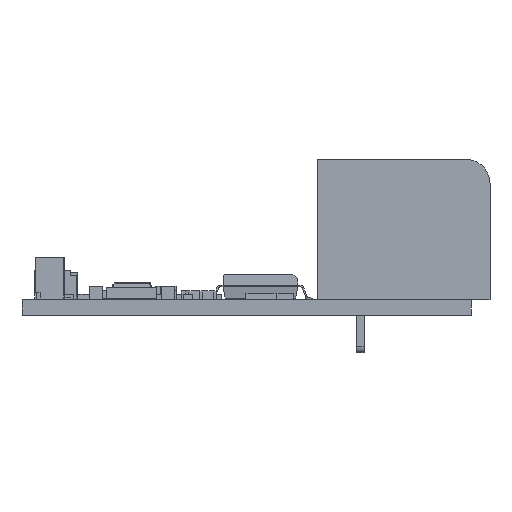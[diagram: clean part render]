
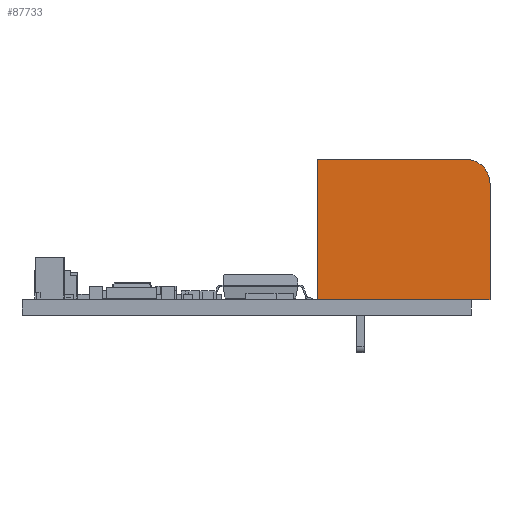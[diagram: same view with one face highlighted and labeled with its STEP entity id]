
A CAD part, left-side view. The second image highlights one B-rep face of the part: STEP entity #87733.
In plain terms, the highlighted planar face has unit normal (-1, 0, 0).
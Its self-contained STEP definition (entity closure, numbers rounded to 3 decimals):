
#793 = DIRECTION ( 'NONE',  ( 0., 0., 1. ) ) ;
#917 = EDGE_CURVE ( 'NONE', #5394, #27168, #79386, .T. ) ;
#4209 = LINE ( 'NONE', #31729, #4679 ) ;
#4679 = VECTOR ( 'NONE', #72810, 1000. ) ;
#5253 = FACE_OUTER_BOUND ( 'NONE', #28845, .T. ) ;
#5394 = VERTEX_POINT ( 'NONE', #26562 ) ;
#15244 = VERTEX_POINT ( 'NONE', #50307 ) ;
#15878 = ORIENTED_EDGE ( 'NONE', *, *, #47406, .T. ) ;
#18997 = LINE ( 'NONE', #46122, #33361 ) ;
#19153 = ORIENTED_EDGE ( 'NONE', *, *, #47798, .T. ) ;
#19881 = DIRECTION ( 'NONE',  ( 0., 0., -1. ) ) ;
#24450 = DIRECTION ( 'NONE',  ( 0., 0., -1. ) ) ;
#26562 = CARTESIAN_POINT ( 'NONE',  ( 4.38, 15.703, 15.875 ) ) ;
#27100 = VECTOR ( 'NONE', #31655, 1000. ) ;
#27168 = VERTEX_POINT ( 'NONE', #28935 ) ;
#27973 = AXIS2_PLACEMENT_3D ( 'NONE', #60502, #55196, #87517 ) ;
#28845 = EDGE_LOOP ( 'NONE', ( #54938, #19153, #47755, #15878, #85112 ) ) ;
#28935 = CARTESIAN_POINT ( 'NONE',  ( 4.38, 0.603, 15.875 ) ) ;
#31655 = DIRECTION ( 'NONE',  ( 0., -1., 0. ) ) ;
#31729 = CARTESIAN_POINT ( 'NONE',  ( 4.38, -1.897, 1.575 ) ) ;
#33361 = VECTOR ( 'NONE', #19881, 1000. ) ;
#46122 = CARTESIAN_POINT ( 'NONE',  ( 4.38, -1.897, 14.075 ) ) ;
#47406 = EDGE_CURVE ( 'NONE', #5394, #56482, #58128, .T. ) ;
#47755 = ORIENTED_EDGE ( 'NONE', *, *, #917, .F. ) ;
#47798 = EDGE_CURVE ( 'NONE', #15244, #27168, #67490, .T. ) ;
#47858 = DIRECTION ( 'NONE',  ( 1., 0., 0. ) ) ;
#50307 = CARTESIAN_POINT ( 'NONE',  ( 4.38, -1.897, 13.375 ) ) ;
#54462 = CARTESIAN_POINT ( 'NONE',  ( 4.38, -1.897, 14.075 ) ) ;
#54938 = ORIENTED_EDGE ( 'NONE', *, *, #87729, .F. ) ;
#55196 = DIRECTION ( 'NONE',  ( -1., 0., 0. ) ) ;
#56006 = AXIS2_PLACEMENT_3D ( 'NONE', #54462, #47858, #793 ) ;
#56482 = VERTEX_POINT ( 'NONE', #68650 ) ;
#58128 = LINE ( 'NONE', #85105, #74442 ) ;
#60502 = CARTESIAN_POINT ( 'NONE',  ( 4.38, 0.603, 13.375 ) ) ;
#64674 = EDGE_CURVE ( 'NONE', #56482, #75121, #4209, .T. ) ;
#67490 = CIRCLE ( 'NONE', #27973, 2.5 ) ;
#68489 = CARTESIAN_POINT ( 'NONE',  ( 4.38, -1.897, 1.575 ) ) ;
#68650 = CARTESIAN_POINT ( 'NONE',  ( 4.38, 15.703, 1.575 ) ) ;
#72810 = DIRECTION ( 'NONE',  ( 0., -1., 0. ) ) ;
#73847 = PLANE ( 'NONE',  #56006 ) ;
#74442 = VECTOR ( 'NONE', #24450, 1000. ) ;
#75121 = VERTEX_POINT ( 'NONE', #68489 ) ;
#79386 = LINE ( 'NONE', #84791, #27100 ) ;
#84791 = CARTESIAN_POINT ( 'NONE',  ( 4.38, -1.897, 15.875 ) ) ;
#85105 = CARTESIAN_POINT ( 'NONE',  ( 4.38, 15.703, 14.075 ) ) ;
#85112 = ORIENTED_EDGE ( 'NONE', *, *, #64674, .T. ) ;
#87517 = DIRECTION ( 'NONE',  ( 0., 1., 0. ) ) ;
#87729 = EDGE_CURVE ( 'NONE', #15244, #75121, #18997, .T. ) ;
#87733 = ADVANCED_FACE ( 'NONE', ( #5253 ), #73847, .F. ) ;
